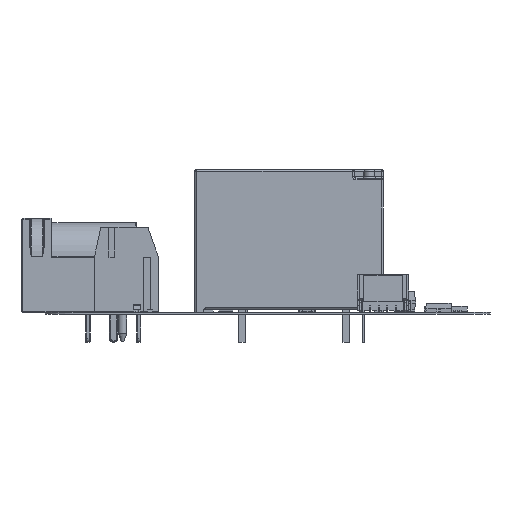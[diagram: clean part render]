
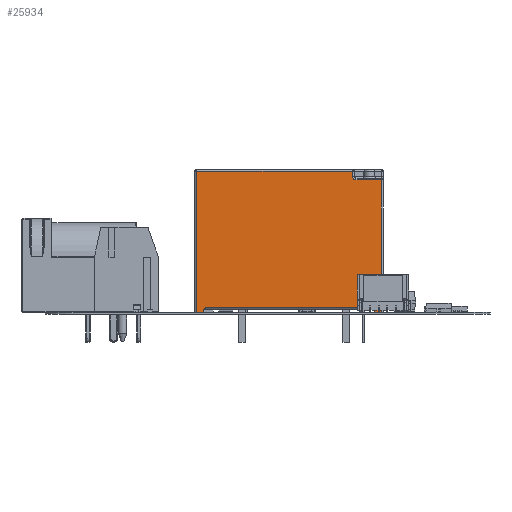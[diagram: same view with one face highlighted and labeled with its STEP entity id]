
A CAD part, left-side view. The second image highlights one B-rep face of the part: STEP entity #25934.
In plain terms, the highlighted face is planar.
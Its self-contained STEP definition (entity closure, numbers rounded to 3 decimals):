
#25797 = VERTEX_POINT('',#25798);
#25798 = CARTESIAN_POINT('',(10.,8.,-0.146));
#25807 = EDGE_CURVE('',#25808,#25797,#25810,.T.);
#25808 = VERTEX_POINT('',#25809);
#25809 = CARTESIAN_POINT('',(9.8,8.,0.2));
#25810 = B_SPLINE_CURVE_WITH_KNOTS('',3,(#25811,#25812,#25813,#25814,
    #25815,#25816),.UNSPECIFIED.,.F.,.F.,(4,2,4),(-0.14,
    -0.116,-0.101),.UNSPECIFIED.);
#25811 = CARTESIAN_POINT('',(9.8,8.,0.2));
#25812 = CARTESIAN_POINT('',(9.855,8.,0.145));
#25813 = CARTESIAN_POINT('',(9.921,8.,0.077));
#25814 = CARTESIAN_POINT('',(9.982,8.,-0.037));
#25815 = CARTESIAN_POINT('',(10.,8.,-0.095));
#25816 = CARTESIAN_POINT('',(10.,8.,-0.146));
#25876 = EDGE_CURVE('',#25797,#25877,#25879,.T.);
#25877 = VERTEX_POINT('',#25878);
#25878 = CARTESIAN_POINT('',(10.,8.,-0.4));
#25879 = LINE('',#25880,#25881);
#25880 = CARTESIAN_POINT('',(10.,8.,0.));
#25881 = VECTOR('',#25882,1.);
#25882 = DIRECTION('',(0.,0.,-1.));
#25916 = VERTEX_POINT('',#25917);
#25917 = CARTESIAN_POINT('',(-10.,8.,0.2));
#25924 = EDGE_CURVE('',#25916,#25808,#25925,.T.);
#25925 = LINE('',#25926,#25927);
#25926 = CARTESIAN_POINT('',(5.5,8.,0.2));
#25927 = VECTOR('',#25928,1.);
#25928 = DIRECTION('',(1.,0.,0.));
#25934 = ADVANCED_FACE('',(#25935),#26011,.T.);
#25935 = FACE_BOUND('',#25936,.T.);
#25936 = EDGE_LOOP('',(#25937,#25938,#25939,#25947,#25955,#25963,#25971,
    #25980,#25988,#25996,#26004,#26010));
#25937 = ORIENTED_EDGE('',*,*,#25807,.F.);
#25938 = ORIENTED_EDGE('',*,*,#25924,.F.);
#25939 = ORIENTED_EDGE('',*,*,#25940,.T.);
#25940 = EDGE_CURVE('',#25916,#25941,#25943,.T.);
#25941 = VERTEX_POINT('',#25942);
#25942 = CARTESIAN_POINT('',(-10.,8.,-0.4));
#25943 = LINE('',#25944,#25945);
#25944 = CARTESIAN_POINT('',(-10.,8.,0.));
#25945 = VECTOR('',#25946,1.);
#25946 = DIRECTION('',(0.,0.,-1.));
#25947 = ORIENTED_EDGE('',*,*,#25948,.F.);
#25948 = EDGE_CURVE('',#25949,#25941,#25951,.T.);
#25949 = VERTEX_POINT('',#25950);
#25950 = CARTESIAN_POINT('',(-10.8,8.,-0.4));
#25951 = LINE('',#25952,#25953);
#25952 = CARTESIAN_POINT('',(-11.,8.,-0.4));
#25953 = VECTOR('',#25954,1.);
#25954 = DIRECTION('',(1.,0.,0.));
#25955 = ORIENTED_EDGE('',*,*,#25956,.F.);
#25956 = EDGE_CURVE('',#25957,#25949,#25959,.T.);
#25957 = VERTEX_POINT('',#25958);
#25958 = CARTESIAN_POINT('',(-10.8,8.,15.1));
#25959 = LINE('',#25960,#25961);
#25960 = CARTESIAN_POINT('',(-10.8,8.,0.));
#25961 = VECTOR('',#25962,1.);
#25962 = DIRECTION('',(0.,0.,-1.));
#25963 = ORIENTED_EDGE('',*,*,#25964,.F.);
#25964 = EDGE_CURVE('',#25965,#25957,#25967,.T.);
#25965 = VERTEX_POINT('',#25966);
#25966 = CARTESIAN_POINT('',(-7.835,8.,15.1));
#25967 = LINE('',#25968,#25969);
#25968 = CARTESIAN_POINT('',(0.841,8.,15.1));
#25969 = VECTOR('',#25970,1.);
#25970 = DIRECTION('',(-1.,0.,0.));
#25971 = ORIENTED_EDGE('',*,*,#25972,.F.);
#25972 = EDGE_CURVE('',#25973,#25965,#25975,.T.);
#25973 = VERTEX_POINT('',#25974);
#25974 = CARTESIAN_POINT('',(-7.435,8.,15.5));
#25975 = CIRCLE('',#25976,0.4);
#25976 = AXIS2_PLACEMENT_3D('',#25977,#25978,#25979);
#25977 = CARTESIAN_POINT('',(-7.835,8.,15.5));
#25978 = DIRECTION('',(0.,1.,0.));
#25979 = DIRECTION('',(0.707,0.,-0.707));
#25980 = ORIENTED_EDGE('',*,*,#25981,.F.);
#25981 = EDGE_CURVE('',#25982,#25973,#25984,.T.);
#25982 = VERTEX_POINT('',#25983);
#25983 = CARTESIAN_POINT('',(-7.435,8.,16.1));
#25984 = LINE('',#25985,#25986);
#25985 = CARTESIAN_POINT('',(-7.435,8.,8.15));
#25986 = VECTOR('',#25987,1.);
#25987 = DIRECTION('',(0.,0.,-1.));
#25988 = ORIENTED_EDGE('',*,*,#25989,.F.);
#25989 = EDGE_CURVE('',#25990,#25982,#25992,.T.);
#25990 = VERTEX_POINT('',#25991);
#25991 = CARTESIAN_POINT('',(10.8,8.,16.1));
#25992 = LINE('',#25993,#25994);
#25993 = CARTESIAN_POINT('',(5.5,8.,16.1));
#25994 = VECTOR('',#25995,1.);
#25995 = DIRECTION('',(-1.,0.,0.));
#25996 = ORIENTED_EDGE('',*,*,#25997,.F.);
#25997 = EDGE_CURVE('',#25998,#25990,#26000,.T.);
#25998 = VERTEX_POINT('',#25999);
#25999 = CARTESIAN_POINT('',(10.8,8.,-0.4));
#26000 = LINE('',#26001,#26002);
#26001 = CARTESIAN_POINT('',(10.8,8.,0.));
#26002 = VECTOR('',#26003,1.);
#26003 = DIRECTION('',(0.,0.,1.));
#26004 = ORIENTED_EDGE('',*,*,#26005,.F.);
#26005 = EDGE_CURVE('',#25877,#25998,#26006,.T.);
#26006 = LINE('',#26007,#26008);
#26007 = CARTESIAN_POINT('',(11.,8.,-0.4));
#26008 = VECTOR('',#26009,1.);
#26009 = DIRECTION('',(1.,0.,0.));
#26010 = ORIENTED_EDGE('',*,*,#25876,.F.);
#26011 = PLANE('',#26012);
#26012 = AXIS2_PLACEMENT_3D('',#26013,#26014,#26015);
#26013 = CARTESIAN_POINT('',(11.,8.,0.));
#26014 = DIRECTION('',(0.,1.,0.));
#26015 = DIRECTION('',(-1.,0.,0.));
